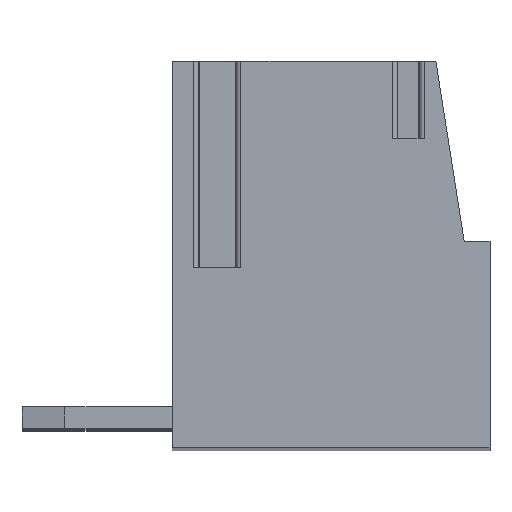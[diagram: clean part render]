
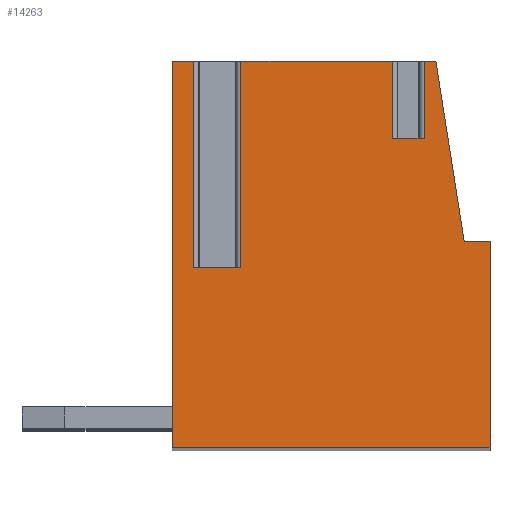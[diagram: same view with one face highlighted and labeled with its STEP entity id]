
A CAD part, top view. The second image highlights one B-rep face of the part: STEP entity #14263.
In plain terms, the highlighted planar face has unit normal (0, 0, 1).
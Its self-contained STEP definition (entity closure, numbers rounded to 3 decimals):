
#4605=DIRECTION('',(0.,1.,0.));
#4606=VECTOR('',#4605,1.8);
#4607=CARTESIAN_POINT('',(1.436,2.4,1.75));
#4608=LINE('',#4607,#4606);
#4609=DIRECTION('',(0.,1.,0.));
#4610=VECTOR('',#4609,1.8);
#4611=CARTESIAN_POINT('',(2.164,2.4,1.75));
#4612=LINE('',#4611,#4610);
#4613=DIRECTION('',(-1.,0.,0.));
#4614=VECTOR('',#4613,0.276);
#4615=CARTESIAN_POINT('',(2.44,4.2,1.75));
#4616=LINE('',#4615,#4614);
#4617=DIRECTION('',(-0.155,0.988,0.));
#4618=VECTOR('',#4617,4.252);
#4619=CARTESIAN_POINT('',(3.1,0.,1.75));
#4620=LINE('',#4619,#4618);
#4621=DIRECTION('',(-1.,0.,0.));
#4622=VECTOR('',#4621,0.6);
#4623=CARTESIAN_POINT('',(3.7,0.,1.75));
#4624=LINE('',#4623,#4622);
#4625=DIRECTION('',(0.,1.,0.));
#4626=VECTOR('',#4625,4.8);
#4627=CARTESIAN_POINT('',(3.7,-4.8,1.75));
#4628=LINE('',#4627,#4626);
#4629=DIRECTION('',(1.,0.,0.));
#4630=VECTOR('',#4629,7.4);
#4631=CARTESIAN_POINT('',(-3.7,-4.8,1.75));
#4632=LINE('',#4631,#4630);
#4633=DIRECTION('',(0.,-1.,0.));
#4634=VECTOR('',#4633,9.);
#4635=CARTESIAN_POINT('',(-3.7,4.2,1.75));
#4636=LINE('',#4635,#4634);
#4637=DIRECTION('',(-1.,0.,0.));
#4638=VECTOR('',#4637,0.504);
#4639=CARTESIAN_POINT('',(-3.196,4.2,1.75));
#4640=LINE('',#4639,#4638);
#4641=DIRECTION('',(0.,1.,0.));
#4642=VECTOR('',#4641,4.8);
#4643=CARTESIAN_POINT('',(-3.196,-0.6,1.75));
#4644=LINE('',#4643,#4642);
#4645=DIRECTION('',(-1.,0.,0.));
#4646=VECTOR('',#4645,1.093);
#4647=CARTESIAN_POINT('',(-2.104,-0.6,1.75));
#4648=LINE('',#4647,#4646);
#4649=DIRECTION('',(0.,1.,0.));
#4650=VECTOR('',#4649,4.8);
#4651=CARTESIAN_POINT('',(-2.104,-0.6,1.75));
#4652=LINE('',#4651,#4650);
#4653=DIRECTION('',(-1.,0.,0.));
#4654=VECTOR('',#4653,3.54);
#4655=CARTESIAN_POINT('',(1.436,4.2,1.75));
#4656=LINE('',#4655,#4654);
#4666=DIRECTION('',(1.,0.,0.));
#4667=VECTOR('',#4666,0.728);
#4668=CARTESIAN_POINT('',(1.436,2.4,1.75));
#4669=LINE('',#4668,#4667);
#5945=CARTESIAN_POINT('',(3.7,0.,1.75));
#5946=CARTESIAN_POINT('',(3.1,0.,1.75));
#5947=VERTEX_POINT('',#5945);
#5948=VERTEX_POINT('',#5946);
#5949=CARTESIAN_POINT('',(2.44,4.2,1.75));
#5950=VERTEX_POINT('',#5949);
#5951=CARTESIAN_POINT('',(-3.7,4.2,1.75));
#5952=CARTESIAN_POINT('',(-3.7,-4.8,1.75));
#5953=VERTEX_POINT('',#5951);
#5954=VERTEX_POINT('',#5952);
#5955=CARTESIAN_POINT('',(3.7,-4.8,1.75));
#5956=VERTEX_POINT('',#5955);
#5989=CARTESIAN_POINT('',(-2.104,-0.6,1.75));
#5990=CARTESIAN_POINT('',(-3.196,-0.6,1.75));
#5991=VERTEX_POINT('',#5989);
#5992=VERTEX_POINT('',#5990);
#5993=CARTESIAN_POINT('',(-3.196,4.2,1.75));
#5994=VERTEX_POINT('',#5993);
#5995=CARTESIAN_POINT('',(-2.104,4.2,1.75));
#5996=VERTEX_POINT('',#5995);
#6001=CARTESIAN_POINT('',(1.436,4.2,1.75));
#6002=VERTEX_POINT('',#6001);
#6004=CARTESIAN_POINT('',(2.164,4.2,1.75));
#6006=VERTEX_POINT('',#6004);
#6069=CARTESIAN_POINT('',(1.436,2.4,1.75));
#6070=VERTEX_POINT('',#6069);
#6072=CARTESIAN_POINT('',(2.164,2.4,1.75));
#6074=VERTEX_POINT('',#6072);
#14232=CARTESIAN_POINT('',(0.,0.,1.75));
#14233=DIRECTION('',(0.,0.,1.));
#14234=DIRECTION('',(1.,0.,0.));
#14235=AXIS2_PLACEMENT_3D('',#14232,#14233,#14234);
#14236=PLANE('',#14235);
#14238=ORIENTED_EDGE('',*,*,#14237,.F.);
#14240=ORIENTED_EDGE('',*,*,#14239,.T.);
#14242=ORIENTED_EDGE('',*,*,#14241,.T.);
#14243=ORIENTED_EDGE('',*,*,#7806,.F.);
#14245=ORIENTED_EDGE('',*,*,#14244,.F.);
#14247=ORIENTED_EDGE('',*,*,#14246,.F.);
#14249=ORIENTED_EDGE('',*,*,#14248,.F.);
#14251=ORIENTED_EDGE('',*,*,#14250,.F.);
#14252=ORIENTED_EDGE('',*,*,#12116,.F.);
#14253=ORIENTED_EDGE('',*,*,#7830,.F.);
#14255=ORIENTED_EDGE('',*,*,#14254,.F.);
#14257=ORIENTED_EDGE('',*,*,#14256,.F.);
#14259=ORIENTED_EDGE('',*,*,#14258,.T.);
#14260=ORIENTED_EDGE('',*,*,#7818,.F.);
#14261=EDGE_LOOP('',(#14238,#14240,#14242,#14243,#14245,#14247,#14249,#14251,
#14252,#14253,#14255,#14257,#14259,#14260));
#14262=FACE_OUTER_BOUND('',#14261,.F.);
#7806=EDGE_CURVE('',#5950,#6006,#4616,.T.);
#7818=EDGE_CURVE('',#6002,#5996,#4656,.T.);
#7830=EDGE_CURVE('',#5994,#5953,#4640,.T.);
#12116=EDGE_CURVE('',#5953,#5954,#4636,.T.);
#14237=EDGE_CURVE('',#6070,#6002,#4608,.T.);
#14239=EDGE_CURVE('',#6070,#6074,#4669,.T.);
#14241=EDGE_CURVE('',#6074,#6006,#4612,.T.);
#14244=EDGE_CURVE('',#5948,#5950,#4620,.T.);
#14246=EDGE_CURVE('',#5947,#5948,#4624,.T.);
#14248=EDGE_CURVE('',#5956,#5947,#4628,.T.);
#14250=EDGE_CURVE('',#5954,#5956,#4632,.T.);
#14254=EDGE_CURVE('',#5992,#5994,#4644,.T.);
#14256=EDGE_CURVE('',#5991,#5992,#4648,.T.);
#14258=EDGE_CURVE('',#5991,#5996,#4652,.T.);
#14263=ADVANCED_FACE('',(#14262),#14236,.T.);
